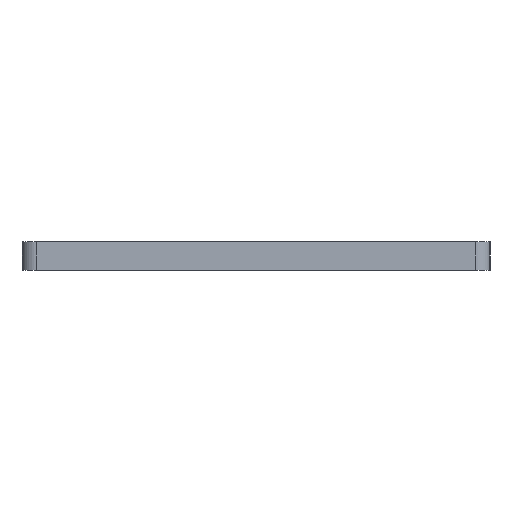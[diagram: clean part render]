
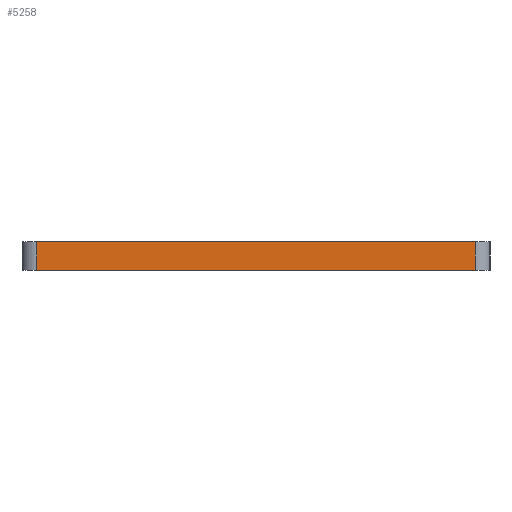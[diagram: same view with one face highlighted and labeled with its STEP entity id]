
A CAD part, left-side view. The second image highlights one B-rep face of the part: STEP entity #5258.
In plain terms, the highlighted planar face has unit normal (-1, 0, 0).
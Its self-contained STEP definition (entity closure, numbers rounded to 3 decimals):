
#73 = PLANE('',#74);
#74 = AXIS2_PLACEMENT_3D('',#75,#76,#77);
#75 = CARTESIAN_POINT('',(209.55,20.32,-2.5));
#76 = DIRECTION('',(0.,0.,1.));
#77 = DIRECTION('',(1.,0.,-0.));
#132 = PLANE('',#133);
#133 = AXIS2_PLACEMENT_3D('',#134,#135,#136);
#134 = CARTESIAN_POINT('',(209.55,20.32,0.));
#135 = DIRECTION('',(0.,0.,1.));
#136 = DIRECTION('',(1.,0.,-0.));
#169 = CYLINDRICAL_SURFACE('',#170,1.27);
#170 = AXIS2_PLACEMENT_3D('',#171,#172,#173);
#171 = CARTESIAN_POINT('',(1.27,39.37,0.));
#172 = DIRECTION('',(-0.,0.,1.));
#173 = DIRECTION('',(1.,0.,-0.));
#306 = VERTEX_POINT('',#307);
#307 = CARTESIAN_POINT('',(0.,39.37,0.));
#333 = EDGE_CURVE('',#334,#306,#336,.T.);
#334 = VERTEX_POINT('',#335);
#335 = CARTESIAN_POINT('',(0.,1.27,0.));
#336 = SURFACE_CURVE('',#337,(#341,#348),.PCURVE_S1.);
#337 = LINE('',#338,#339);
#338 = CARTESIAN_POINT('',(0.,1.27,0.));
#339 = VECTOR('',#340,1.);
#340 = DIRECTION('',(0.,1.,0.));
#341 = PCURVE('',#132,#342);
#342 = DEFINITIONAL_REPRESENTATION('',(#343),#347);
#343 = LINE('',#344,#345);
#344 = CARTESIAN_POINT('',(-209.55,-19.05));
#345 = VECTOR('',#346,1.);
#346 = DIRECTION('',(0.,1.));
#347 = ( GEOMETRIC_REPRESENTATION_CONTEXT(2) 
PARAMETRIC_REPRESENTATION_CONTEXT() REPRESENTATION_CONTEXT('2D SPACE',''
  ) );
#348 = PCURVE('',#349,#354);
#349 = PLANE('',#350);
#350 = AXIS2_PLACEMENT_3D('',#351,#352,#353);
#351 = CARTESIAN_POINT('',(0.,1.27,0.));
#352 = DIRECTION('',(1.,-0.,0.));
#353 = DIRECTION('',(0.,1.,0.));
#354 = DEFINITIONAL_REPRESENTATION('',(#355),#359);
#355 = LINE('',#356,#357);
#356 = CARTESIAN_POINT('',(0.,0.));
#357 = VECTOR('',#358,1.);
#358 = DIRECTION('',(1.,0.));
#359 = ( GEOMETRIC_REPRESENTATION_CONTEXT(2) 
PARAMETRIC_REPRESENTATION_CONTEXT() REPRESENTATION_CONTEXT('2D SPACE',''
  ) );
#382 = CYLINDRICAL_SURFACE('',#383,1.27);
#383 = AXIS2_PLACEMENT_3D('',#384,#385,#386);
#384 = CARTESIAN_POINT('',(1.27,1.27,0.));
#385 = DIRECTION('',(-0.,0.,1.));
#386 = DIRECTION('',(1.,0.,-0.));
#2982 = VERTEX_POINT('',#2983);
#2983 = CARTESIAN_POINT('',(0.,39.37,-2.5));
#3009 = EDGE_CURVE('',#3010,#2982,#3012,.T.);
#3010 = VERTEX_POINT('',#3011);
#3011 = CARTESIAN_POINT('',(0.,1.27,-2.5));
#3012 = SURFACE_CURVE('',#3013,(#3017,#3024),.PCURVE_S1.);
#3013 = LINE('',#3014,#3015);
#3014 = CARTESIAN_POINT('',(0.,1.27,-2.5));
#3015 = VECTOR('',#3016,1.);
#3016 = DIRECTION('',(0.,1.,0.));
#3017 = PCURVE('',#73,#3018);
#3018 = DEFINITIONAL_REPRESENTATION('',(#3019),#3023);
#3019 = LINE('',#3020,#3021);
#3020 = CARTESIAN_POINT('',(-209.55,-19.05));
#3021 = VECTOR('',#3022,1.);
#3022 = DIRECTION('',(0.,1.));
#3023 = ( GEOMETRIC_REPRESENTATION_CONTEXT(2) 
PARAMETRIC_REPRESENTATION_CONTEXT() REPRESENTATION_CONTEXT('2D SPACE',''
  ) );
#3024 = PCURVE('',#349,#3025);
#3025 = DEFINITIONAL_REPRESENTATION('',(#3026),#3030);
#3026 = LINE('',#3027,#3028);
#3027 = CARTESIAN_POINT('',(0.,-2.5));
#3028 = VECTOR('',#3029,1.);
#3029 = DIRECTION('',(1.,0.));
#3030 = ( GEOMETRIC_REPRESENTATION_CONTEXT(2) 
PARAMETRIC_REPRESENTATION_CONTEXT() REPRESENTATION_CONTEXT('2D SPACE',''
  ) );
#5208 = EDGE_CURVE('',#306,#2982,#5209,.T.);
#5209 = SURFACE_CURVE('',#5210,(#5214,#5221),.PCURVE_S1.);
#5210 = LINE('',#5211,#5212);
#5211 = CARTESIAN_POINT('',(0.,39.37,0.));
#5212 = VECTOR('',#5213,1.);
#5213 = DIRECTION('',(0.,0.,-1.));
#5214 = PCURVE('',#169,#5215);
#5215 = DEFINITIONAL_REPRESENTATION('',(#5216),#5220);
#5216 = LINE('',#5217,#5218);
#5217 = CARTESIAN_POINT('',(-3.142,0.));
#5218 = VECTOR('',#5219,1.);
#5219 = DIRECTION('',(-0.,-1.));
#5220 = ( GEOMETRIC_REPRESENTATION_CONTEXT(2) 
PARAMETRIC_REPRESENTATION_CONTEXT() REPRESENTATION_CONTEXT('2D SPACE',''
  ) );
#5221 = PCURVE('',#349,#5222);
#5222 = DEFINITIONAL_REPRESENTATION('',(#5223),#5227);
#5223 = LINE('',#5224,#5225);
#5224 = CARTESIAN_POINT('',(38.1,0.));
#5225 = VECTOR('',#5226,1.);
#5226 = DIRECTION('',(0.,-1.));
#5227 = ( GEOMETRIC_REPRESENTATION_CONTEXT(2) 
PARAMETRIC_REPRESENTATION_CONTEXT() REPRESENTATION_CONTEXT('2D SPACE',''
  ) );
#5258 = ADVANCED_FACE('',(#5259),#349,.F.);
#5259 = FACE_BOUND('',#5260,.F.);
#5260 = EDGE_LOOP('',(#5261,#5282,#5283,#5284));
#5261 = ORIENTED_EDGE('',*,*,#5262,.T.);
#5262 = EDGE_CURVE('',#334,#3010,#5263,.T.);
#5263 = SURFACE_CURVE('',#5264,(#5268,#5275),.PCURVE_S1.);
#5264 = LINE('',#5265,#5266);
#5265 = CARTESIAN_POINT('',(0.,1.27,0.));
#5266 = VECTOR('',#5267,1.);
#5267 = DIRECTION('',(0.,0.,-1.));
#5268 = PCURVE('',#349,#5269);
#5269 = DEFINITIONAL_REPRESENTATION('',(#5270),#5274);
#5270 = LINE('',#5271,#5272);
#5271 = CARTESIAN_POINT('',(0.,0.));
#5272 = VECTOR('',#5273,1.);
#5273 = DIRECTION('',(0.,-1.));
#5274 = ( GEOMETRIC_REPRESENTATION_CONTEXT(2) 
PARAMETRIC_REPRESENTATION_CONTEXT() REPRESENTATION_CONTEXT('2D SPACE',''
  ) );
#5275 = PCURVE('',#382,#5276);
#5276 = DEFINITIONAL_REPRESENTATION('',(#5277),#5281);
#5277 = LINE('',#5278,#5279);
#5278 = CARTESIAN_POINT('',(-3.142,0.));
#5279 = VECTOR('',#5280,1.);
#5280 = DIRECTION('',(-0.,-1.));
#5281 = ( GEOMETRIC_REPRESENTATION_CONTEXT(2) 
PARAMETRIC_REPRESENTATION_CONTEXT() REPRESENTATION_CONTEXT('2D SPACE',''
  ) );
#5282 = ORIENTED_EDGE('',*,*,#3009,.T.);
#5283 = ORIENTED_EDGE('',*,*,#5208,.F.);
#5284 = ORIENTED_EDGE('',*,*,#333,.F.);
